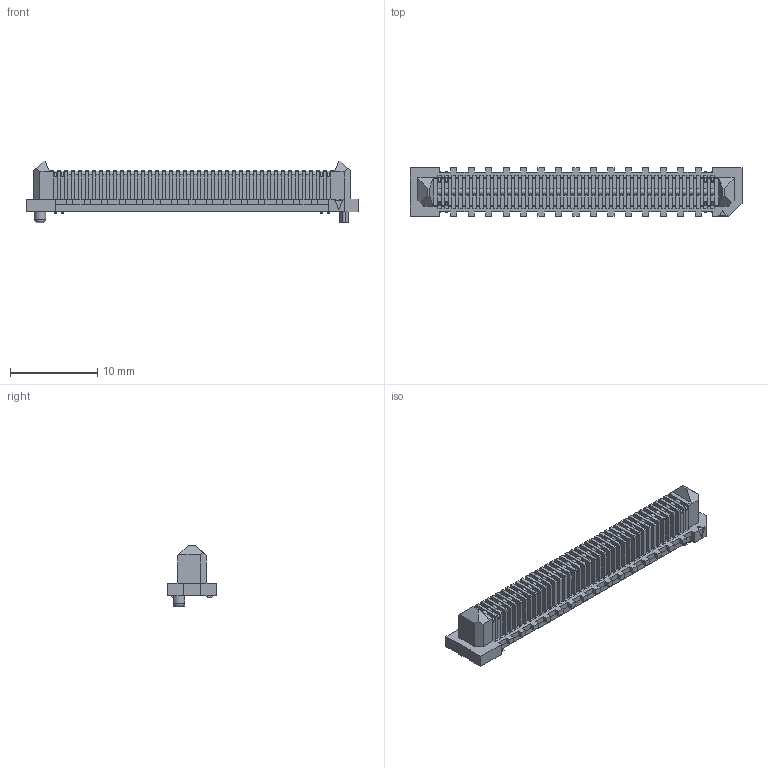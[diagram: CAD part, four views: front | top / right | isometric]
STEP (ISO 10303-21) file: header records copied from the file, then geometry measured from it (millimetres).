
FILE_DESCRIPTION(/* description */ (''),/* implementation_level */ '2;1');
FILE_NAME(/* name */ 'SAMTEC_ERM8-040-02.0-S-DV-K.stp',/* time_stamp */ '2016-02-23T14:58:53+01:00',/* author */ ('riccim'),/* organization */ (''),/* preprocessor_version */ 'ST-DEVELOPER v15.5',/* originating_system */ 'AutoCAD Mechanical',/* authorisation */ ' ');
FILE_SCHEMA (('AUTOMOTIVE_DESIGN { 1 0 10303 214 3 1 1 }'));
Length unit declared in the file: millimetre
Products named in the file (1): Product
Bounding box: 38 x 5.6 x 7.04 mm (x, y, z)
Volume: 467.4 mm3; surface area: 1604.6 mm2
Topology: 3 solids, 3 shells, 1032 faces, 3032 edges, 2011 vertices
Faces by surface type: plane 863, cylinder 168, bspline 1
Full cylindrical faces by diameter (mm): 1.32 x1
Entity records: 34256 total; most frequent: CARTESIAN_POINT 6583, ORIENTED_EDGE 6062, DIRECTION 5337, EDGE_CURVE 3031, LINE 2691, VECTOR 2691, VERTEX_POINT 2011, AXIS2_PLACEMENT_3D 1323
